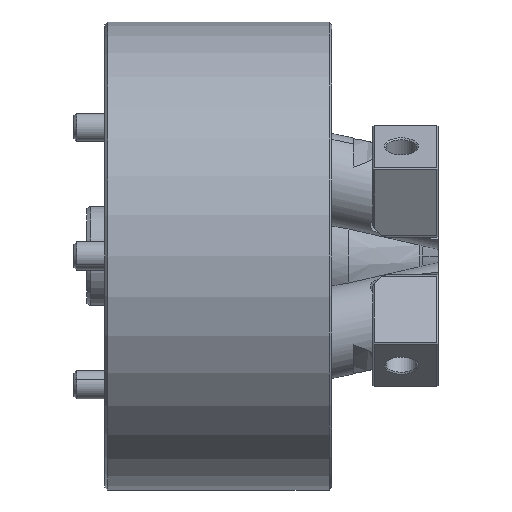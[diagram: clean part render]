
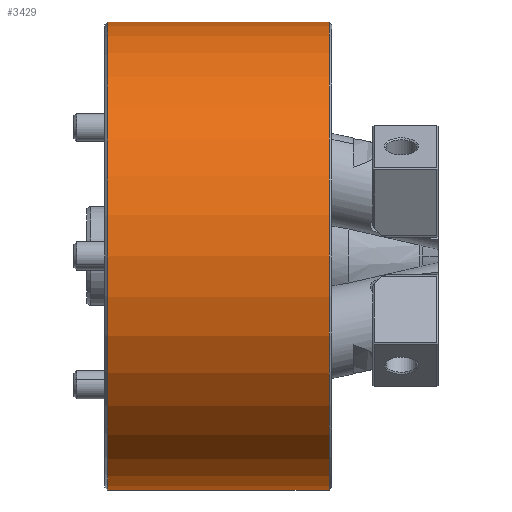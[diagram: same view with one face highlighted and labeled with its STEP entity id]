
A CAD part, front view. The second image highlights one B-rep face of the part: STEP entity #3429.
In plain terms, the highlighted cylindrical face has radius 82.5 mm (diameter 165 mm), a partial arc.
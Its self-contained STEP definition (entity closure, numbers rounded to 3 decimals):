
#99 = CARTESIAN_POINT ( 'NONE',  ( 1., 0., -82.5 ) ) ;
#111 = ORIENTED_EDGE ( 'NONE', *, *, #2846, .T. ) ;
#119 = EDGE_CURVE ( 'NONE', #1632, #3852, #5429, .T. ) ;
#557 = ORIENTED_EDGE ( 'NONE', *, *, #9820, .F. ) ;
#1306 = LINE ( 'NONE', #8779, #2904 ) ;
#1632 = VERTEX_POINT ( 'NONE', #99 ) ;
#2133 = AXIS2_PLACEMENT_3D ( 'NONE', #9098, #4389, #9882 ) ;
#2314 = CARTESIAN_POINT ( 'NONE',  ( 79., 0., 82.5 ) ) ;
#2610 = DIRECTION ( 'NONE',  ( -1., 0., 0. ) ) ;
#2700 = EDGE_CURVE ( 'NONE', #3852, #9675, #5560, .T. ) ;
#2846 = EDGE_CURVE ( 'NONE', #7192, #1632, #6176, .T. ) ;
#2904 = VECTOR ( 'NONE', #9569, 1000. ) ;
#2911 = CARTESIAN_POINT ( 'NONE',  ( 0., 0., 0. ) ) ;
#3429 = ADVANCED_FACE ( 'NONE', ( #6906 ), #6415, .T. ) ;
#3852 = VERTEX_POINT ( 'NONE', #5416 ) ;
#4157 = CARTESIAN_POINT ( 'NONE',  ( 1., 0., 82.5 ) ) ;
#4389 = DIRECTION ( 'NONE',  ( 1., 0., 0. ) ) ;
#4493 = DIRECTION ( 'NONE',  ( 1., 0., 0. ) ) ;
#4678 = CARTESIAN_POINT ( 'NONE',  ( 0., 0., -82.5 ) ) ;
#5048 = AXIS2_PLACEMENT_3D ( 'NONE', #2911, #4493, #10001 ) ;
#5416 = CARTESIAN_POINT ( 'NONE',  ( 79., 0., -82.5 ) ) ;
#5429 = LINE ( 'NONE', #4678, #7772 ) ;
#5430 = ORIENTED_EDGE ( 'NONE', *, *, #2700, .T. ) ;
#5560 = CIRCLE ( 'NONE', #6538, 82.5 ) ;
#6176 = CIRCLE ( 'NONE', #2133, 82.5 ) ;
#6415 = CYLINDRICAL_SURFACE ( 'NONE', #5048, 82.5 ) ;
#6538 = AXIS2_PLACEMENT_3D ( 'NONE', #7340, #2610, #8130 ) ;
#6853 = EDGE_LOOP ( 'NONE', ( #557, #111, #8205, #5430 ) ) ;
#6906 = FACE_OUTER_BOUND ( 'NONE', #6853, .T. ) ;
#7192 = VERTEX_POINT ( 'NONE', #4157 ) ;
#7340 = CARTESIAN_POINT ( 'NONE',  ( 79., 0., 0. ) ) ;
#7772 = VECTOR ( 'NONE', #9398, 1000. ) ;
#8130 = DIRECTION ( 'NONE',  ( 0., 0., -1. ) ) ;
#8205 = ORIENTED_EDGE ( 'NONE', *, *, #119, .T. ) ;
#8779 = CARTESIAN_POINT ( 'NONE',  ( 0., 0., 82.5 ) ) ;
#9098 = CARTESIAN_POINT ( 'NONE',  ( 1., 0., 0. ) ) ;
#9398 = DIRECTION ( 'NONE',  ( 1., 0., 0. ) ) ;
#9569 = DIRECTION ( 'NONE',  ( 1., 0., 0. ) ) ;
#9675 = VERTEX_POINT ( 'NONE', #2314 ) ;
#9820 = EDGE_CURVE ( 'NONE', #7192, #9675, #1306, .T. ) ;
#9882 = DIRECTION ( 'NONE',  ( 0., 0., 1. ) ) ;
#10001 = DIRECTION ( 'NONE',  ( 0., 0., -1. ) ) ;
